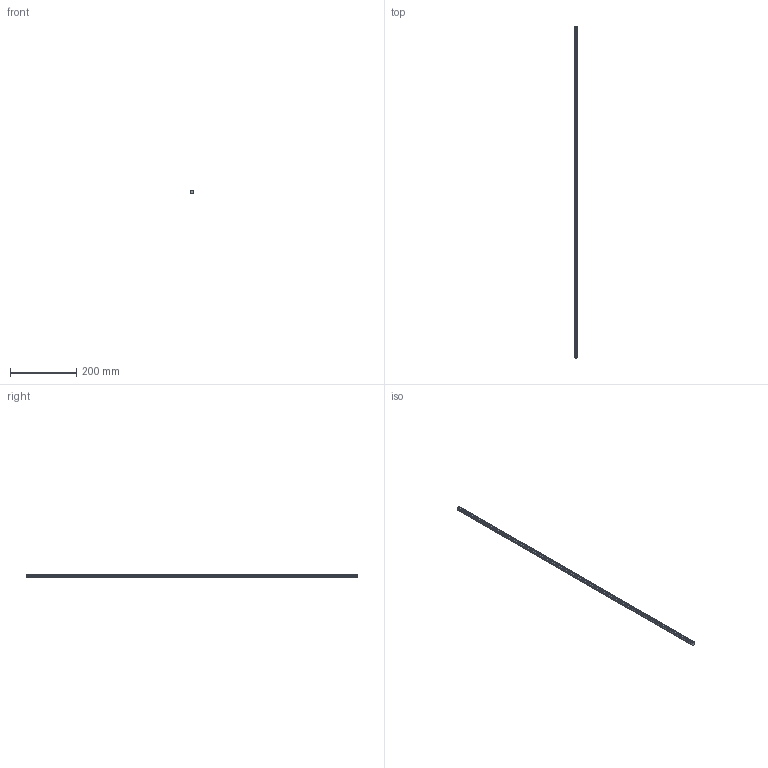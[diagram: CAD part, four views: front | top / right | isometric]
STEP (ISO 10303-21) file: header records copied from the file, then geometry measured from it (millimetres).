
FILE_DESCRIPTION (( 'STEP AP203' ), '1' );
FILE_NAME ('1116.STEP', '2023-06-12T13:44:31', ( '' ), ( '' ), 'SwSTEP 2.0', 'SolidWorks 2018', '' );
FILE_SCHEMA (( 'CONFIG_CONTROL_DESIGN' ));
Length unit declared in the file: millimetre
Products named in the file (1): 1116
Bounding box: 11.77 x 1000 x 11.77 mm (x, y, z)
Volume: 110212.2 mm3; surface area: 37686.1 mm2
Topology: 1 solids, 1 shells, 209 faces, 570 edges, 380 vertices
Faces by surface type: plane 132, bspline 77
Entity records: 9775 total; most frequent: CARTESIAN_POINT 4933, ORIENTED_EDGE 1140, DIRECTION 682, EDGE_CURVE 570, VECTOR 416, LINE 416, VERTEX_POINT 380, EDGE_LOOP 226
